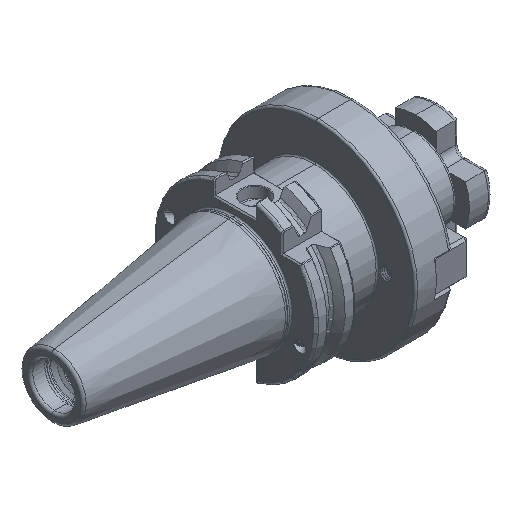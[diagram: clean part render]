
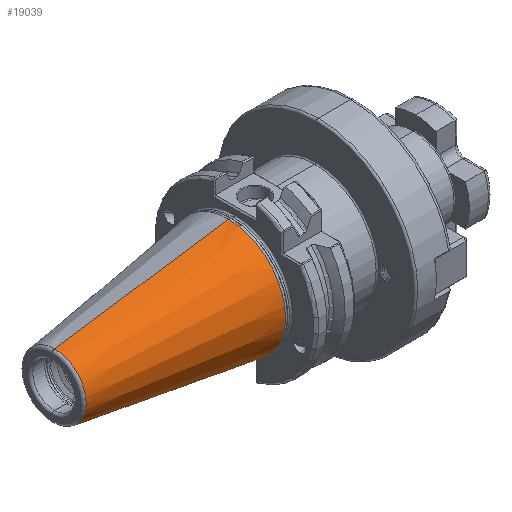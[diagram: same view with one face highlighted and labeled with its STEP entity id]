
A CAD part, isometric view. The second image highlights one B-rep face of the part: STEP entity #19039.
In plain terms, the highlighted conical face has half-angle 8.297 degrees and reference radius 22.692 mm.
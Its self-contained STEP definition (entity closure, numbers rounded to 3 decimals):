
#237 = ORIENTED_EDGE ( 'NONE', *, *, #4774, .T. ) ;
#252 = ORIENTED_EDGE ( 'NONE', *, *, #10960, .T. ) ;
#614 = ORIENTED_EDGE ( 'NONE', *, *, #4814, .F. ) ;
#3649 = CARTESIAN_POINT ( 'NONE',  ( -70.573, 0., 0. ) ) ;
#3659 = DIRECTION ( 'NONE',  ( 0., 0., 1. ) ) ;
#3675 = DIRECTION ( 'NONE',  ( 1., 0., 0. ) ) ;
#4359 = CARTESIAN_POINT ( 'NONE',  ( -2.5, 0., 0. ) ) ;
#4363 = DIRECTION ( 'NONE',  ( 0., 0., -1. ) ) ;
#4365 = DIRECTION ( 'NONE',  ( 1., 0., 0. ) ) ;
#4774 = EDGE_CURVE ( 'NONE', #19286, #7043, #8510, .T. ) ;
#4814 = EDGE_CURVE ( 'NONE', #19304, #7023, #8704, .T. ) ;
#7023 = VERTEX_POINT ( 'NONE', #16663 ) ;
#7043 = VERTEX_POINT ( 'NONE', #16226 ) ;
#8510 = CIRCLE ( 'NONE', #10668, 12.4 ) ;
#8704 = CIRCLE ( 'NONE', #10682, 22.327 ) ;
#9856 = EDGE_LOOP ( 'NONE', ( #33577, #237, #252, #614 ) ) ;
#10668 = AXIS2_PLACEMENT_3D ( 'NONE', #3649, #3675, #3659 ) ;
#10682 = AXIS2_PLACEMENT_3D ( 'NONE', #4359, #4365, #4363 ) ;
#10960 = EDGE_CURVE ( 'NONE', #7043, #7023, #28081, .T. ) ;
#10979 = EDGE_CURVE ( 'NONE', #19286, #19304, #28104, .T. ) ;
#16226 = CARTESIAN_POINT ( 'NONE',  ( -70.573, 0., -12.4 ) ) ;
#16663 = CARTESIAN_POINT ( 'NONE',  ( -2.5, 0., -22.327 ) ) ;
#19039 = ADVANCED_FACE ( 'NONE', ( #21211 ), #21247, .T. ) ;
#19286 = VERTEX_POINT ( 'NONE', #34686 ) ;
#19304 = VERTEX_POINT ( 'NONE', #34656 ) ;
#21211 = FACE_OUTER_BOUND ( 'NONE', #9856, .T. ) ;
#21247 = CONICAL_SURFACE ( 'NONE', #29453, 22.692, 0.145 ) ;
#21427 = CARTESIAN_POINT ( 'NONE',  ( 0., 0., -22.692 ) ) ;
#21489 = DIRECTION ( 'NONE',  ( 0.99, 0., -0.144 ) ) ;
#21699 = DIRECTION ( 'NONE',  ( 0.99, 0., 0.144 ) ) ;
#21709 = CARTESIAN_POINT ( 'NONE',  ( 0., 0., 22.692 ) ) ;
#26663 = DIRECTION ( 'NONE',  ( 0., 0., -1. ) ) ;
#26675 = CARTESIAN_POINT ( 'NONE',  ( 0., 0., 0. ) ) ;
#26695 = DIRECTION ( 'NONE',  ( 1., 0., 0. ) ) ;
#28071 = VECTOR ( 'NONE', #21699, 1000. ) ;
#28081 = LINE ( 'NONE', #21427, #28108 ) ;
#28104 = LINE ( 'NONE', #21709, #28071 ) ;
#28108 = VECTOR ( 'NONE', #21489, 1000. ) ;
#29453 = AXIS2_PLACEMENT_3D ( 'NONE', #26675, #26695, #26663 ) ;
#33577 = ORIENTED_EDGE ( 'NONE', *, *, #10979, .F. ) ;
#34656 = CARTESIAN_POINT ( 'NONE',  ( -2.5, 0., 22.327 ) ) ;
#34686 = CARTESIAN_POINT ( 'NONE',  ( -70.573, 0., 12.4 ) ) ;
